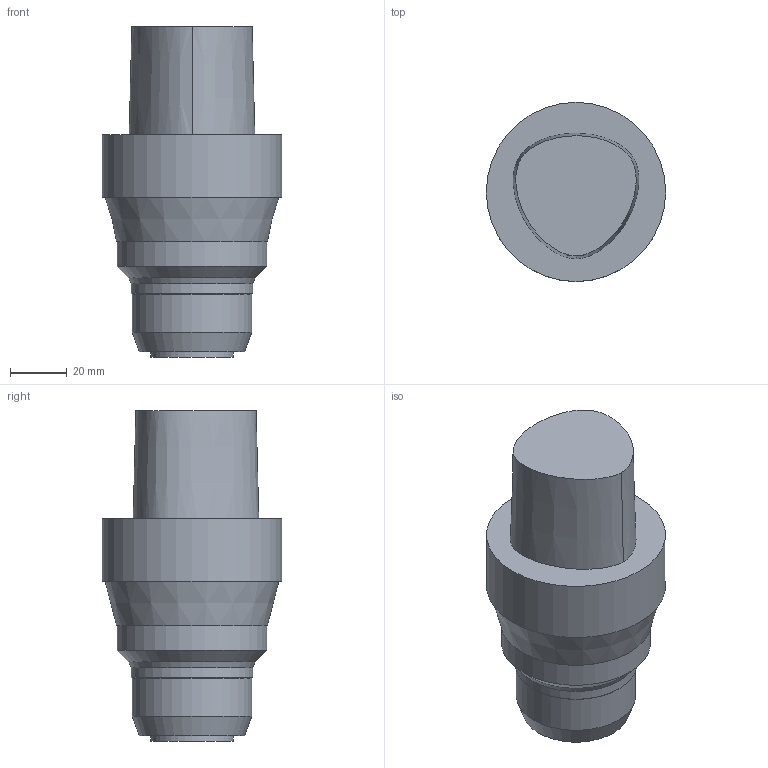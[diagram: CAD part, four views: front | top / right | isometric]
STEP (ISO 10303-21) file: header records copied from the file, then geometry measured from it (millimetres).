
FILE_DESCRIPTION((''),'1');
FILE_NAME('C6-MEGA.625DS-3A.stp','2018-02-01T09:05:27',(''),(''),'Spatial Interop R21 SP3','Kubotek KeyCreator 2011 V10.0.2 (22737)',' ');
FILE_SCHEMA(('automotive_design'));
Length unit declared in the file: millimetre
Products named in the file (1): Unnamed[1]
Bounding box: 63 x 63 x 116.2 mm (x, y, z)
Volume: 225978.3 mm3; surface area: 22650.9 mm2
Topology: 1 solids, 1 shells, 19 faces, 33 edges, 19 vertices
Faces by surface type: cone 6, plane 6, cylinder 5, bspline 2
Full cylindrical faces by diameter (mm): 28.92 x1, 42 x1, 42.7 x1, 52.6 x1, 63 x1
Entity records: 948 total; most frequent: CARTESIAN_POINT 262, DIRECTION 69, PRESENTATION_STYLE_ASSIGNMENT 62, COLOUR_RGB 62, ORIENTED_EDGE 44, STYLED_ITEM 42, CURVE_STYLE 42, DRAUGHTING_PRE_DEFINED_CURVE_FONT 42
